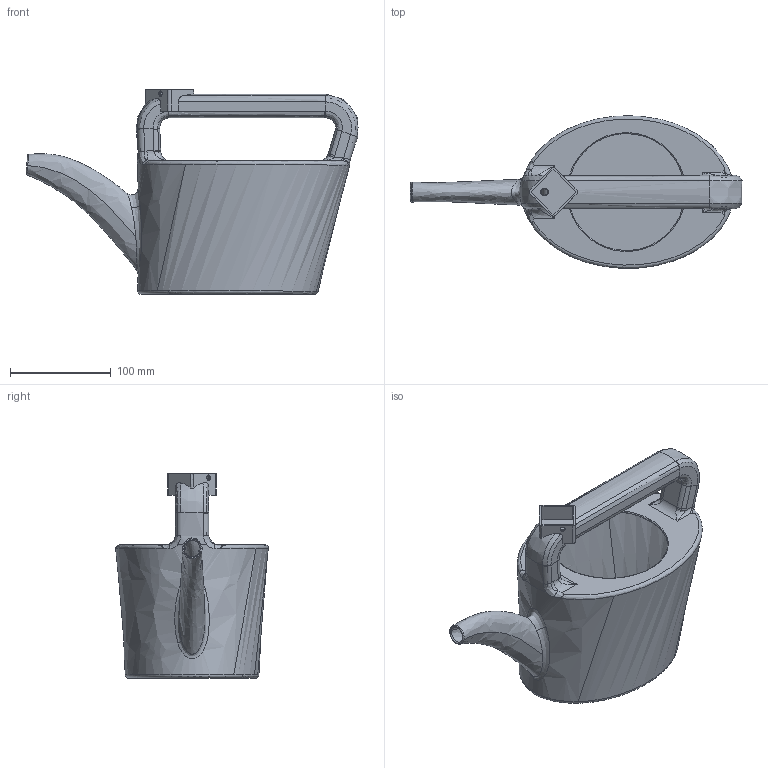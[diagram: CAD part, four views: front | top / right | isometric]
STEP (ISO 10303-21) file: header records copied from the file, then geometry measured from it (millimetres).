
FILE_DESCRIPTION(('FreeCAD Model'),'2;1');
FILE_NAME('Open CASCADE Shape Model','2025-05-04T02:07:53',('FreeCAD'),( 'FreeCAD'),'Open CASCADE STEP processor 7.6','FreeCAD','Unknown');
FILE_SCHEMA(('AUTOMOTIVE_DESIGN { 1 0 10303 214 1 1 1 1 }'));
Length unit declared in the file: millimetre
Products named in the file (1): Open CASCADE STEP translator 7.6 1
Bounding box: 329.42 x 151.41 x 203.34 mm (x, y, z)
Volume: 273738.1 mm3; surface area: 280913.7 mm2
Topology: 1 solids, 1 shells, 166 faces, 427 edges, 262 vertices
Faces by surface type: bspline 166
Entity records: 26154 total; most frequent: CARTESIAN_POINT 23736, ORIENTED_EDGE 846, EDGE_CURVE 423, B_SPLINE_CURVE_WITH_KNOTS 288, VERTEX_POINT 262, FACE_BOUND 175, EDGE_LOOP 175, ADVANCED_FACE 166
